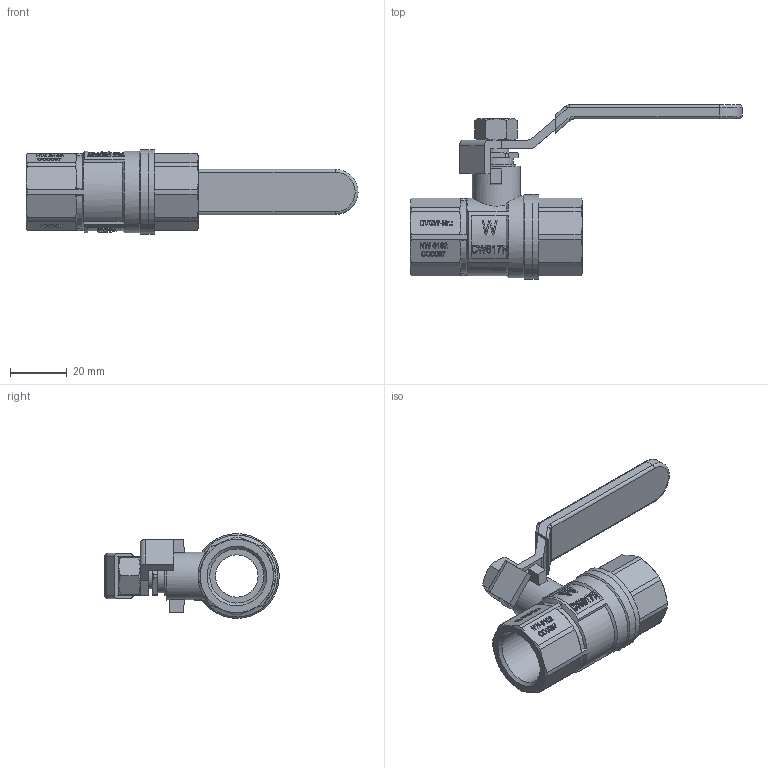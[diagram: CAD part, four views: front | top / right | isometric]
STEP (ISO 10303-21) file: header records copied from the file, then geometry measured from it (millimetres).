
FILE_DESCRIPTION(/* description */ ('Unknown'),/* implementation_level */ '2;1');
FILE_NAME(/* name */ '750-04',/* time_stamp */ '2022-07-26T09:07:01+02:00',/* author */ ('Unknown'),/* organization */ ('Unknown'),/* preprocessor_version */ 'ST-DEVELOPER v16.7',/* originating_system */ 'Solid Edge',/* authorisation */ 'Unknown');
FILE_SCHEMA (('AUTOMOTIVE_DESIGN {1 0 10303 214 3 1 1}'));
Products named in the file (10): 750-04; Stahlgriff 1_4 - 3_4_neu; Stahlgriff-neu; Stahlgriff-Ummantelung_neu; Spindel; Kvrper; Einschraubteil; Metalring; Stopfbuchse; 600-1_2-Mutter.2
Assembly tree (9 placements, depth 3):
  750-04
    Stahlgriff 1_4 - 3_4_neu
      Stahlgriff-neu
      Stahlgriff-Ummantelung_neu
    Spindel
    Kvrper
    Einschraubteil
    Metalring
    Stopfbuchse
    600-1_2-Mutter.2
Bounding box: 117.5 x 61.75 x 30 mm (x, y, z)
Volume: 27387.2 mm3; surface area: 25089.5 mm2
Topology: 8 solids, 8 shells, 1732 faces, 4830 edges, 3212 vertices
Faces by surface type: plane 1567, cylinder 109, cone 48, bspline 4, torus 2, sphere 2
Full cylindrical faces by diameter (mm): 6.75 x1, 8 x1, 8.2 x1, 8.5 x1, 9 x1, 9.2 x1, 10 x1, 10.5 x1, 12 x2, 12.5 x1, 14 x1, 15 x2, 17 x1, 19.141 x2, 21 x2, 24.5 x1, 26 x1, 26.5 x1, 29 x1, 30 x2
Entity records: 58794 total; most frequent: CARTESIAN_POINT 13379, ORIENTED_EDGE 9556, DIRECTION 9212, EDGE_CURVE 4778, LINE 3604, VECTOR 3604, VERTEX_POINT 3202, AXIS2_PLACEMENT_3D 2804
